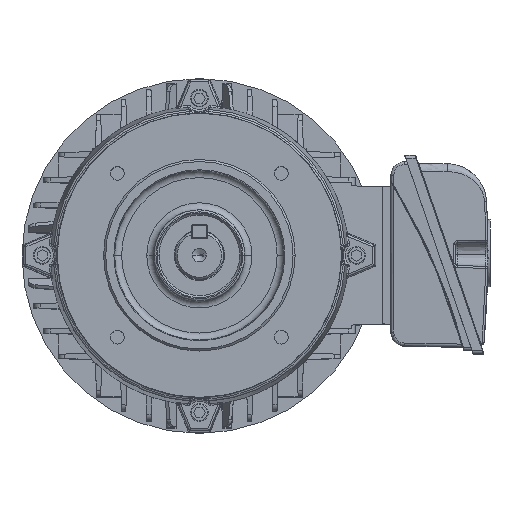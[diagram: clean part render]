
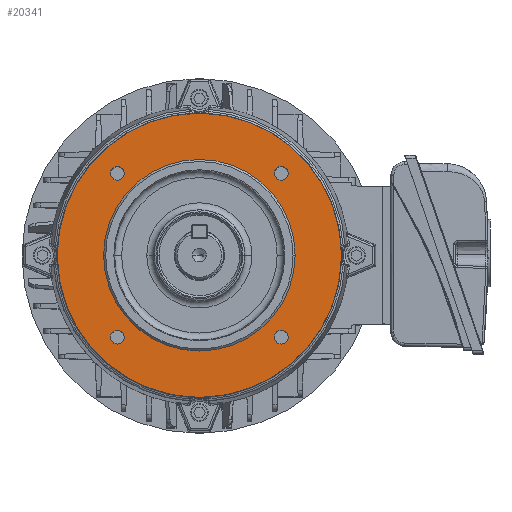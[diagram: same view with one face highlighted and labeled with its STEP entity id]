
A CAD part, top view. The second image highlights one B-rep face of the part: STEP entity #20341.
In plain terms, the highlighted planar face has unit normal (0, 0, 1).
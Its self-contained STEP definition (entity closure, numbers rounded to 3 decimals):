
#124 = VERTEX_POINT ( 'NONE', #43166 ) ;
#128 = CARTESIAN_POINT ( 'NONE',  ( 0., 0., 7.1 ) ) ;
#288 = VERTEX_POINT ( 'NONE', #19778 ) ;
#1001 = AXIS2_PLACEMENT_3D ( 'NONE', #1063, #39769, #18411 ) ;
#1061 = FACE_BOUND ( 'NONE', #14136, .T. ) ;
#1063 = CARTESIAN_POINT ( 'NONE',  ( -40.659, -40.659, 7.1 ) ) ;
#1620 = FACE_BOUND ( 'NONE', #19772, .T. ) ;
#2150 = DIRECTION ( 'NONE',  ( 1., 0., 0. ) ) ;
#3634 = CARTESIAN_POINT ( 'NONE',  ( 40.659, 40.659, 7.1 ) ) ;
#3918 = ORIENTED_EDGE ( 'NONE', *, *, #49670, .F. ) ;
#3952 = ORIENTED_EDGE ( 'NONE', *, *, #14856, .F. ) ;
#4300 = VERTEX_POINT ( 'NONE', #23507 ) ;
#5521 = AXIS2_PLACEMENT_3D ( 'NONE', #19919, #41525, #50228 ) ;
#5897 = CARTESIAN_POINT ( 'NONE',  ( 70.526, 0., 7.1 ) ) ;
#6293 = VERTEX_POINT ( 'NONE', #13861 ) ;
#7252 = CIRCLE ( 'NONE', #1001, 3.4 ) ;
#7568 = EDGE_CURVE ( 'NONE', #124, #53084, #7252, .T. ) ;
#8400 = CIRCLE ( 'NONE', #47884, 3.4 ) ;
#8434 = AXIS2_PLACEMENT_3D ( 'NONE', #26438, #39381, #22227 ) ;
#8836 = AXIS2_PLACEMENT_3D ( 'NONE', #48509, #44285, #43179 ) ;
#8940 = ORIENTED_EDGE ( 'NONE', *, *, #11174, .F. ) ;
#8977 = DIRECTION ( 'NONE',  ( 0., 0., 1. ) ) ;
#9224 = CARTESIAN_POINT ( 'NONE',  ( -44.059, -40.659, 7.1 ) ) ;
#10085 = CARTESIAN_POINT ( 'NONE',  ( -40.659, 40.659, 7.1 ) ) ;
#11174 = EDGE_CURVE ( 'NONE', #288, #29116, #33419, .T. ) ;
#11315 = CIRCLE ( 'NONE', #41737, 70.526 ) ;
#11609 = EDGE_LOOP ( 'NONE', ( #42156, #13845 ) ) ;
#12248 = VERTEX_POINT ( 'NONE', #38811 ) ;
#12265 = EDGE_CURVE ( 'NONE', #4300, #41664, #31753, .T. ) ;
#12341 = DIRECTION ( 'NONE',  ( 1., 0., 0. ) ) ;
#12467 = DIRECTION ( 'NONE',  ( 1., 0., 0. ) ) ;
#12776 = DIRECTION ( 'NONE',  ( 0., 0., 1. ) ) ;
#13006 = DIRECTION ( 'NONE',  ( 0., 0., 1. ) ) ;
#13256 = CIRCLE ( 'NONE', #23102, 3.4 ) ;
#13760 = VERTEX_POINT ( 'NONE', #40982 ) ;
#13845 = ORIENTED_EDGE ( 'NONE', *, *, #49740, .F. ) ;
#13861 = CARTESIAN_POINT ( 'NONE',  ( 37.259, -40.659, 7.1 ) ) ;
#14136 = EDGE_LOOP ( 'NONE', ( #38222, #26598 ) ) ;
#14856 = EDGE_CURVE ( 'NONE', #6293, #54985, #39921, .T. ) ;
#15668 = CARTESIAN_POINT ( 'NONE',  ( -44.059, 40.659, 7.1 ) ) ;
#16322 = EDGE_LOOP ( 'NONE', ( #32994, #8940 ) ) ;
#17286 = AXIS2_PLACEMENT_3D ( 'NONE', #40585, #45617, #2150 ) ;
#17573 = FACE_BOUND ( 'NONE', #16322, .T. ) ;
#17822 = DIRECTION ( 'NONE',  ( 1., 0., 0. ) ) ;
#17860 = DIRECTION ( 'NONE',  ( 1., 0., 0. ) ) ;
#18047 = EDGE_CURVE ( 'NONE', #29116, #288, #19344, .T. ) ;
#18133 = FACE_BOUND ( 'NONE', #11609, .T. ) ;
#18411 = DIRECTION ( 'NONE',  ( 1., 0., 0. ) ) ;
#18696 = DIRECTION ( 'NONE',  ( 0., 0., 1. ) ) ;
#19344 = CIRCLE ( 'NONE', #48030, 47.5 ) ;
#19490 = DIRECTION ( 'NONE',  ( 0., 0., 1. ) ) ;
#19772 = EDGE_LOOP ( 'NONE', ( #38517, #3952 ) ) ;
#19778 = CARTESIAN_POINT ( 'NONE',  ( -47.5, 0., 7.1 ) ) ;
#19837 = CIRCLE ( 'NONE', #5521, 70.526 ) ;
#19919 = CARTESIAN_POINT ( 'NONE',  ( 0., 0., 7.1 ) ) ;
#20341 = ADVANCED_FACE ( 'NONE', ( #31630, #18133, #1061, #1620, #17573, #52081 ), #26279, .T. ) ;
#20547 = VERTEX_POINT ( 'NONE', #23734 ) ;
#21834 = DIRECTION ( 'NONE',  ( 1., 0., 0. ) ) ;
#22172 = AXIS2_PLACEMENT_3D ( 'NONE', #48448, #18696, #17860 ) ;
#22173 = DIRECTION ( 'NONE',  ( 0., 0., 1. ) ) ;
#22227 = DIRECTION ( 'NONE',  ( 1., 0., 0. ) ) ;
#23102 = AXIS2_PLACEMENT_3D ( 'NONE', #36632, #19490, #23976 ) ;
#23507 = CARTESIAN_POINT ( 'NONE',  ( -37.259, 40.659, 7.1 ) ) ;
#23734 = CARTESIAN_POINT ( 'NONE',  ( 44.059, 40.659, 7.1 ) ) ;
#23976 = DIRECTION ( 'NONE',  ( 1., 0., 0. ) ) ;
#25535 = EDGE_CURVE ( 'NONE', #12248, #42776, #19837, .T. ) ;
#26279 = PLANE ( 'NONE',  #22172 ) ;
#26438 = CARTESIAN_POINT ( 'NONE',  ( -40.659, 40.659, 7.1 ) ) ;
#26598 = ORIENTED_EDGE ( 'NONE', *, *, #39431, .F. ) ;
#28536 = CIRCLE ( 'NONE', #41925, 3.4 ) ;
#28867 = ORIENTED_EDGE ( 'NONE', *, *, #12265, .F. ) ;
#29116 = VERTEX_POINT ( 'NONE', #47316 ) ;
#29972 = AXIS2_PLACEMENT_3D ( 'NONE', #35659, #22173, #48009 ) ;
#31069 = EDGE_CURVE ( 'NONE', #54985, #6293, #8400, .T. ) ;
#31630 = FACE_BOUND ( 'NONE', #34696, .T. ) ;
#31753 = CIRCLE ( 'NONE', #8434, 3.4 ) ;
#32535 = CARTESIAN_POINT ( 'NONE',  ( 44.059, -40.659, 7.1 ) ) ;
#32994 = ORIENTED_EDGE ( 'NONE', *, *, #18047, .F. ) ;
#33419 = CIRCLE ( 'NONE', #17286, 47.5 ) ;
#34260 = EDGE_CURVE ( 'NONE', #42776, #12248, #11315, .T. ) ;
#34696 = EDGE_LOOP ( 'NONE', ( #28867, #3918 ) ) ;
#35659 = CARTESIAN_POINT ( 'NONE',  ( 40.659, -40.659, 7.1 ) ) ;
#35666 = CIRCLE ( 'NONE', #53597, 3.4 ) ;
#36451 = EDGE_LOOP ( 'NONE', ( #37497, #36532 ) ) ;
#36532 = ORIENTED_EDGE ( 'NONE', *, *, #34260, .T. ) ;
#36632 = CARTESIAN_POINT ( 'NONE',  ( -40.659, -40.659, 7.1 ) ) ;
#37497 = ORIENTED_EDGE ( 'NONE', *, *, #25535, .T. ) ;
#38222 = ORIENTED_EDGE ( 'NONE', *, *, #7568, .F. ) ;
#38517 = ORIENTED_EDGE ( 'NONE', *, *, #31069, .F. ) ;
#38811 = CARTESIAN_POINT ( 'NONE',  ( -70.526, 0., 7.1 ) ) ;
#39162 = DIRECTION ( 'NONE',  ( 1., 0., 0. ) ) ;
#39172 = DIRECTION ( 'NONE',  ( 0., 0., 1. ) ) ;
#39242 = EDGE_CURVE ( 'NONE', #20547, #13760, #35666, .T. ) ;
#39381 = DIRECTION ( 'NONE',  ( 0., 0., 1. ) ) ;
#39431 = EDGE_CURVE ( 'NONE', #53084, #124, #13256, .T. ) ;
#39769 = DIRECTION ( 'NONE',  ( 0., 0., 1. ) ) ;
#39921 = CIRCLE ( 'NONE', #29972, 3.4 ) ;
#40585 = CARTESIAN_POINT ( 'NONE',  ( 0., 0., 7.1 ) ) ;
#40982 = CARTESIAN_POINT ( 'NONE',  ( 37.259, 40.659, 7.1 ) ) ;
#41525 = DIRECTION ( 'NONE',  ( 0., 0., 1. ) ) ;
#41664 = VERTEX_POINT ( 'NONE', #15668 ) ;
#41737 = AXIS2_PLACEMENT_3D ( 'NONE', #128, #13006, #12467 ) ;
#41925 = AXIS2_PLACEMENT_3D ( 'NONE', #10085, #8977, #21834 ) ;
#42156 = ORIENTED_EDGE ( 'NONE', *, *, #39242, .F. ) ;
#42776 = VERTEX_POINT ( 'NONE', #5897 ) ;
#43166 = CARTESIAN_POINT ( 'NONE',  ( -37.259, -40.659, 7.1 ) ) ;
#43179 = DIRECTION ( 'NONE',  ( 1., 0., 0. ) ) ;
#43909 = CARTESIAN_POINT ( 'NONE',  ( 0., 0., 7.1 ) ) ;
#44285 = DIRECTION ( 'NONE',  ( 0., 0., 1. ) ) ;
#44635 = CIRCLE ( 'NONE', #8836, 3.4 ) ;
#45617 = DIRECTION ( 'NONE',  ( 0., 0., 1. ) ) ;
#45759 = DIRECTION ( 'NONE',  ( 0., 0., 1. ) ) ;
#46573 = CARTESIAN_POINT ( 'NONE',  ( 40.659, -40.659, 7.1 ) ) ;
#47316 = CARTESIAN_POINT ( 'NONE',  ( 47.5, 0., 7.1 ) ) ;
#47884 = AXIS2_PLACEMENT_3D ( 'NONE', #46573, #45759, #12341 ) ;
#48009 = DIRECTION ( 'NONE',  ( 1., 0., 0. ) ) ;
#48030 = AXIS2_PLACEMENT_3D ( 'NONE', #43909, #12776, #39162 ) ;
#48448 = CARTESIAN_POINT ( 'NONE',  ( 0., 80., 7.1 ) ) ;
#48509 = CARTESIAN_POINT ( 'NONE',  ( 40.659, 40.659, 7.1 ) ) ;
#49670 = EDGE_CURVE ( 'NONE', #41664, #4300, #28536, .T. ) ;
#49740 = EDGE_CURVE ( 'NONE', #13760, #20547, #44635, .T. ) ;
#50228 = DIRECTION ( 'NONE',  ( 1., 0., 0. ) ) ;
#52081 = FACE_OUTER_BOUND ( 'NONE', #36451, .T. ) ;
#53084 = VERTEX_POINT ( 'NONE', #9224 ) ;
#53597 = AXIS2_PLACEMENT_3D ( 'NONE', #3634, #39172, #17822 ) ;
#54985 = VERTEX_POINT ( 'NONE', #32535 ) ;
